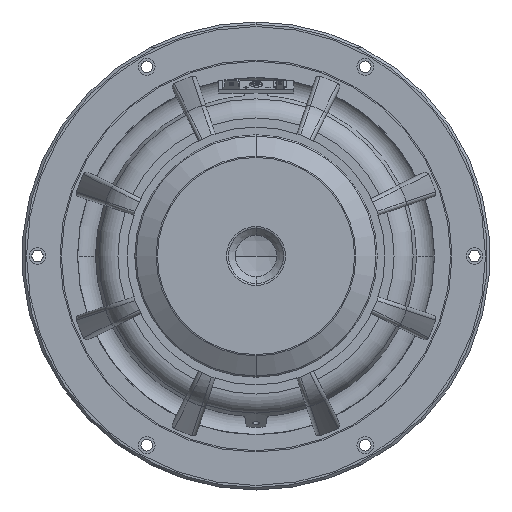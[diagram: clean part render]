
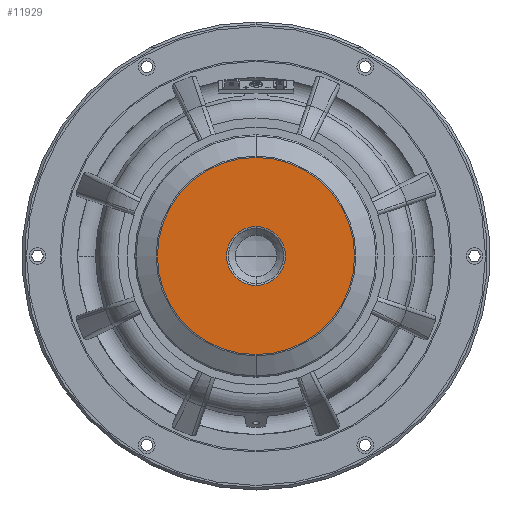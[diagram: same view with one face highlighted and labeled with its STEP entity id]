
A CAD part, front view. The second image highlights one B-rep face of the part: STEP entity #11929.
In plain terms, the highlighted planar face has unit normal (0, -1, 0).
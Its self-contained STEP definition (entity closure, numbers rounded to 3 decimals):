
#157 = DIRECTION ( 'NONE',  ( 0., -1., 0. ) ) ;
#1039 = VERTEX_POINT ( 'NONE', #11594 ) ;
#2574 = FACE_OUTER_BOUND ( 'NONE', #12327, .T. ) ;
#3090 = DIRECTION ( 'NONE',  ( 0., 0., -1. ) ) ;
#4318 = EDGE_LOOP ( 'NONE', ( #9463, #22809 ) ) ;
#4365 = CARTESIAN_POINT ( 'NONE',  ( 0., 0., 38.228 ) ) ;
#6099 = AXIS2_PLACEMENT_3D ( 'NONE', #8395, #157, #12436 ) ;
#6143 = DIRECTION ( 'NONE',  ( 0., 0., -1. ) ) ;
#7004 = VERTEX_POINT ( 'NONE', #10049 ) ;
#7125 = VERTEX_POINT ( 'NONE', #4365 ) ;
#8395 = CARTESIAN_POINT ( 'NONE',  ( 8., 0., 0. ) ) ;
#8592 = DIRECTION ( 'NONE',  ( 0., 0., -1. ) ) ;
#8795 = ORIENTED_EDGE ( 'NONE', *, *, #23244, .T. ) ;
#9068 = AXIS2_PLACEMENT_3D ( 'NONE', #11425, #21863, #10890 ) ;
#9463 = ORIENTED_EDGE ( 'NONE', *, *, #24703, .T. ) ;
#10049 = CARTESIAN_POINT ( 'NONE',  ( 0., 0., 11.414 ) ) ;
#10394 = FACE_BOUND ( 'NONE', #4318, .T. ) ;
#10524 = PLANE ( 'NONE',  #6099 ) ;
#10890 = DIRECTION ( 'NONE',  ( 0., 0., -1. ) ) ;
#11140 = DIRECTION ( 'NONE',  ( 0., -1., 0. ) ) ;
#11425 = CARTESIAN_POINT ( 'NONE',  ( 0., 0., 0. ) ) ;
#11594 = CARTESIAN_POINT ( 'NONE',  ( 0., 0., -11.414 ) ) ;
#11929 = ADVANCED_FACE ( 'NONE', ( #10394, #2574 ), #10524, .T. ) ;
#12327 = EDGE_LOOP ( 'NONE', ( #8795, #18246 ) ) ;
#12436 = DIRECTION ( 'NONE',  ( 0., 0., -1. ) ) ;
#14435 = AXIS2_PLACEMENT_3D ( 'NONE', #15095, #11140, #8592 ) ;
#15095 = CARTESIAN_POINT ( 'NONE',  ( 0., 0., 0. ) ) ;
#16437 = CARTESIAN_POINT ( 'NONE',  ( 0., 0., 0. ) ) ;
#17351 = CIRCLE ( 'NONE', #25956, 11.414 ) ;
#17514 = EDGE_CURVE ( 'NONE', #7125, #24880, #20493, .T. ) ;
#18246 = ORIENTED_EDGE ( 'NONE', *, *, #17514, .T. ) ;
#19468 = CARTESIAN_POINT ( 'NONE',  ( 0., 0., 0. ) ) ;
#20320 = CIRCLE ( 'NONE', #9068, 11.414 ) ;
#20493 = CIRCLE ( 'NONE', #14435, 38.228 ) ;
#21863 = DIRECTION ( 'NONE',  ( 0., 1., 0. ) ) ;
#22809 = ORIENTED_EDGE ( 'NONE', *, *, #25119, .T. ) ;
#23074 = AXIS2_PLACEMENT_3D ( 'NONE', #19468, #25691, #3090 ) ;
#23190 = CARTESIAN_POINT ( 'NONE',  ( 0., 0., -38.228 ) ) ;
#23244 = EDGE_CURVE ( 'NONE', #24880, #7125, #24375, .T. ) ;
#24375 = CIRCLE ( 'NONE', #23074, 38.228 ) ;
#24668 = DIRECTION ( 'NONE',  ( 0., 1., 0. ) ) ;
#24703 = EDGE_CURVE ( 'NONE', #1039, #7004, #20320, .T. ) ;
#24880 = VERTEX_POINT ( 'NONE', #23190 ) ;
#25119 = EDGE_CURVE ( 'NONE', #7004, #1039, #17351, .T. ) ;
#25691 = DIRECTION ( 'NONE',  ( 0., -1., 0. ) ) ;
#25956 = AXIS2_PLACEMENT_3D ( 'NONE', #16437, #24668, #6143 ) ;
